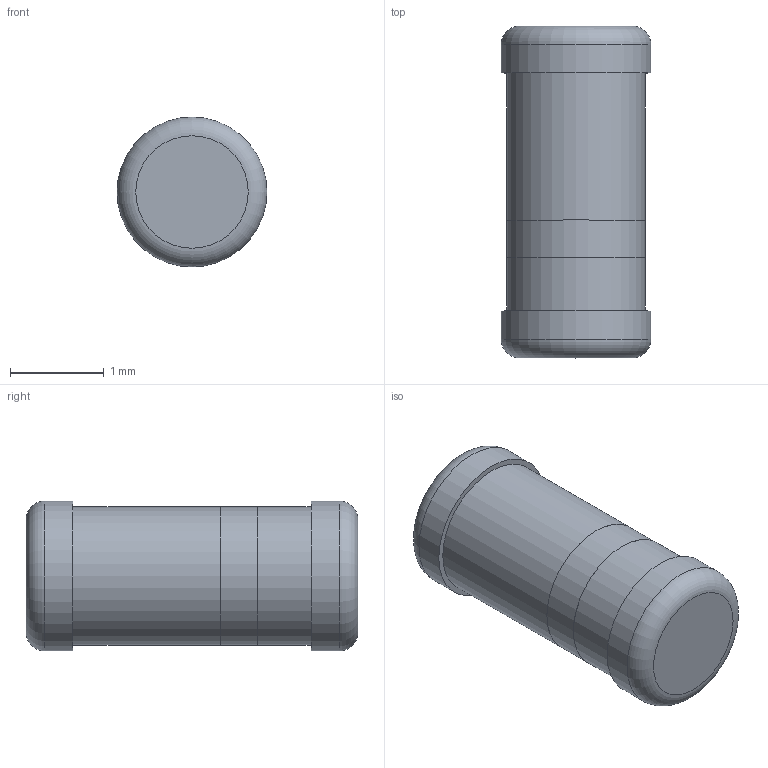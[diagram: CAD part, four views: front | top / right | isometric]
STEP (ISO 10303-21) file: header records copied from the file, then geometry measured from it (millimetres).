
FILE_DESCRIPTION(('FreeCAD Model'),'2;1');
FILE_NAME('SOD80.stp', '2014-10-24T01:06:35',('FreeCAD'),('FreeCAD'), 'Open CASCADE STEP processor 6.6','FreeCAD','Unknown');
FILE_SCHEMA(('AUTOMOTIVE_DESIGN_CC2 { 1 2 10303 214 -1 1 5 4 }'));
Length unit declared in the file: millimetre
Products named in the file (2): Fusion; Cut
Bounding box: 1.6 x 3.54 x 1.6 mm (x, y, z)
Volume: 6.3 mm3; surface area: 27.4 mm2
Topology: 3 solids, 3 shells, 15 faces, 19 edges, 12 vertices
Faces by surface type: plane 8, cylinder 5, torus 2
Full cylindrical faces by diameter (mm): 1.478 x1, 1.48 x2, 1.6 x2
Entity records: 662 total; most frequent: CARTESIAN_POINT 123, DIRECTION 95, ORIENTED_EDGE 38, PCURVE 38, DEFINITIONAL_REPRESENTATION 38, LINE 31, VECTOR 31, AXIS2_PLACEMENT_3D 30
